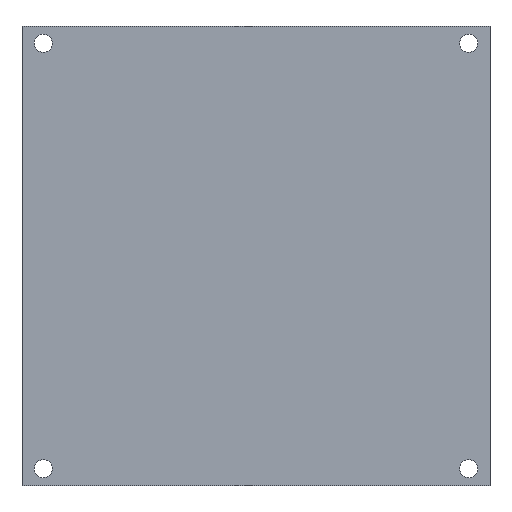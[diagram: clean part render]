
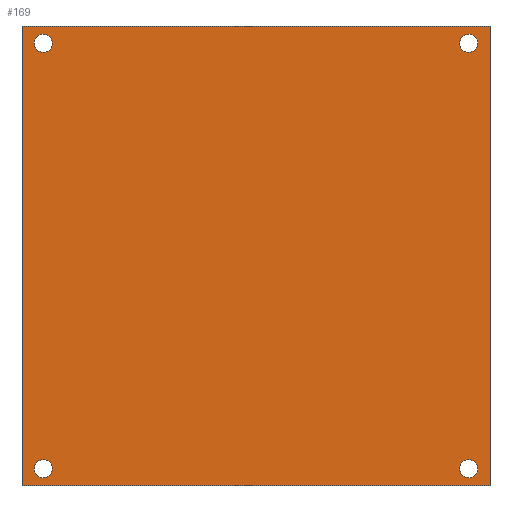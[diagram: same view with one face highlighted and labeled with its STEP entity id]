
A CAD part, front view. The second image highlights one B-rep face of the part: STEP entity #169.
In plain terms, the highlighted planar face has unit normal (0, -1, 0).
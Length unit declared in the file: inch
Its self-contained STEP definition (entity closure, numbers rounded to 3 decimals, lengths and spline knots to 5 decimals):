
#3 = AXIS2_PLACEMENT_3D ( 'NONE', #324, #323, #166 ) ;
#4 = EDGE_LOOP ( 'NONE', ( #107 ) ) ;
#12 = EDGE_LOOP ( 'NONE', ( #438 ) ) ;
#13 = DIRECTION ( 'NONE',  ( 1., 0., 0. ) ) ;
#24 = EDGE_LOOP ( 'NONE', ( #405, #398, #454, #202 ) ) ;
#35 = VECTOR ( 'NONE', #162, 39.37008 ) ;
#39 = DIRECTION ( 'NONE',  ( -1., 0., 0. ) ) ;
#46 = EDGE_CURVE ( 'NONE', #159, #145, #327, .T. ) ;
#53 = VECTOR ( 'NONE', #13, 39.37008 ) ;
#56 = CARTESIAN_POINT ( 'NONE',  ( 3.4375, 0., -3.375 ) ) ;
#57 = EDGE_CURVE ( 'NONE', #347, #347, #350, .T. ) ;
#59 = DIRECTION ( 'NONE',  ( 0., 0., -1. ) ) ;
#60 = CIRCLE ( 'NONE', #3, 0.1325 ) ;
#64 = VERTEX_POINT ( 'NONE', #131 ) ;
#69 = ORIENTED_EDGE ( 'NONE', *, *, #468, .T. ) ;
#76 = ORIENTED_EDGE ( 'NONE', *, *, #57, .T. ) ;
#84 = AXIS2_PLACEMENT_3D ( 'NONE', #214, #210, #170 ) ;
#87 = CARTESIAN_POINT ( 'NONE',  ( -3.125, 0., 2.9925 ) ) ;
#96 = CARTESIAN_POINT ( 'NONE',  ( 3.4375, 0., 3.375 ) ) ;
#102 = FACE_BOUND ( 'NONE', #376, .T. ) ;
#107 = ORIENTED_EDGE ( 'NONE', *, *, #457, .T. ) ;
#131 = CARTESIAN_POINT ( 'NONE',  ( -3.125, 0., -3.2575 ) ) ;
#132 = AXIS2_PLACEMENT_3D ( 'NONE', #151, #146, #314 ) ;
#133 = PLANE ( 'NONE',  #510 ) ;
#135 = LINE ( 'NONE', #96, #53 ) ;
#143 = DIRECTION ( 'NONE',  ( 0., 0., -1. ) ) ;
#145 = VERTEX_POINT ( 'NONE', #364 ) ;
#146 = DIRECTION ( 'NONE',  ( 0., 1., 0. ) ) ;
#149 = VERTEX_POINT ( 'NONE', #87 ) ;
#151 = CARTESIAN_POINT ( 'NONE',  ( -3.125, 0., 3.125 ) ) ;
#153 = VERTEX_POINT ( 'NONE', #288 ) ;
#155 = CIRCLE ( 'NONE', #84, 0.1325 ) ;
#159 = VERTEX_POINT ( 'NONE', #298 ) ;
#162 = DIRECTION ( 'NONE',  ( 0., 0., 1. ) ) ;
#166 = DIRECTION ( 'NONE',  ( 0., 0., -1. ) ) ;
#169 = ADVANCED_FACE ( 'NONE', ( #425, #498, #215, #102, #245 ), #133, .T. ) ;
#170 = DIRECTION ( 'NONE',  ( 0., 0., -1. ) ) ;
#193 = VECTOR ( 'NONE', #59, 39.37008 ) ;
#200 = DIRECTION ( 'NONE',  ( 0., 1., 0. ) ) ;
#202 = ORIENTED_EDGE ( 'NONE', *, *, #451, .F. ) ;
#205 = LINE ( 'NONE', #380, #521 ) ;
#210 = DIRECTION ( 'NONE',  ( 0., 1., 0. ) ) ;
#214 = CARTESIAN_POINT ( 'NONE',  ( -3.125, 0., -3.125 ) ) ;
#215 = FACE_BOUND ( 'NONE', #12, .T. ) ;
#239 = EDGE_LOOP ( 'NONE', ( #69 ) ) ;
#245 = FACE_BOUND ( 'NONE', #239, .T. ) ;
#247 = AXIS2_PLACEMENT_3D ( 'NONE', #515, #200, #458 ) ;
#279 = VERTEX_POINT ( 'NONE', #368 ) ;
#281 = EDGE_CURVE ( 'NONE', #145, #279, #135, .T. ) ;
#288 = CARTESIAN_POINT ( 'NONE',  ( 3.125, 0., 2.9925 ) ) ;
#298 = CARTESIAN_POINT ( 'NONE',  ( -3.4375, 0., -3.375 ) ) ;
#299 = CIRCLE ( 'NONE', #132, 0.1325 ) ;
#306 = VERTEX_POINT ( 'NONE', #370 ) ;
#314 = DIRECTION ( 'NONE',  ( 0., 0., -1. ) ) ;
#323 = DIRECTION ( 'NONE',  ( 0., 1., 0. ) ) ;
#324 = CARTESIAN_POINT ( 'NONE',  ( 3.125, 0., 3.125 ) ) ;
#327 = LINE ( 'NONE', #386, #35 ) ;
#347 = VERTEX_POINT ( 'NONE', #393 ) ;
#350 = CIRCLE ( 'NONE', #247, 0.1325 ) ;
#364 = CARTESIAN_POINT ( 'NONE',  ( -3.4375, 0., 3.375 ) ) ;
#368 = CARTESIAN_POINT ( 'NONE',  ( 3.4375, 0., 3.375 ) ) ;
#370 = CARTESIAN_POINT ( 'NONE',  ( 3.4375, 0., -3.375 ) ) ;
#376 = EDGE_LOOP ( 'NONE', ( #76 ) ) ;
#380 = CARTESIAN_POINT ( 'NONE',  ( -3.4375, 0., -3.375 ) ) ;
#386 = CARTESIAN_POINT ( 'NONE',  ( -3.4375, 0., 3.375 ) ) ;
#393 = CARTESIAN_POINT ( 'NONE',  ( 3.125, 0., -3.2575 ) ) ;
#398 = ORIENTED_EDGE ( 'NONE', *, *, #281, .F. ) ;
#403 = LINE ( 'NONE', #56, #193 ) ;
#405 = ORIENTED_EDGE ( 'NONE', *, *, #427, .F. ) ;
#406 = CARTESIAN_POINT ( 'NONE',  ( -3.4375, 0., -3.375 ) ) ;
#422 = EDGE_CURVE ( 'NONE', #149, #149, #299, .T. ) ;
#425 = FACE_OUTER_BOUND ( 'NONE', #24, .T. ) ;
#427 = EDGE_CURVE ( 'NONE', #279, #306, #403, .T. ) ;
#437 = DIRECTION ( 'NONE',  ( 0., -1., 0. ) ) ;
#438 = ORIENTED_EDGE ( 'NONE', *, *, #422, .T. ) ;
#451 = EDGE_CURVE ( 'NONE', #306, #159, #205, .T. ) ;
#454 = ORIENTED_EDGE ( 'NONE', *, *, #46, .F. ) ;
#457 = EDGE_CURVE ( 'NONE', #64, #64, #155, .T. ) ;
#458 = DIRECTION ( 'NONE',  ( 0., 0., -1. ) ) ;
#468 = EDGE_CURVE ( 'NONE', #153, #153, #60, .T. ) ;
#498 = FACE_BOUND ( 'NONE', #4, .T. ) ;
#510 = AXIS2_PLACEMENT_3D ( 'NONE', #406, #437, #143 ) ;
#515 = CARTESIAN_POINT ( 'NONE',  ( 3.125, 0., -3.125 ) ) ;
#521 = VECTOR ( 'NONE', #39, 39.37008 ) ;
